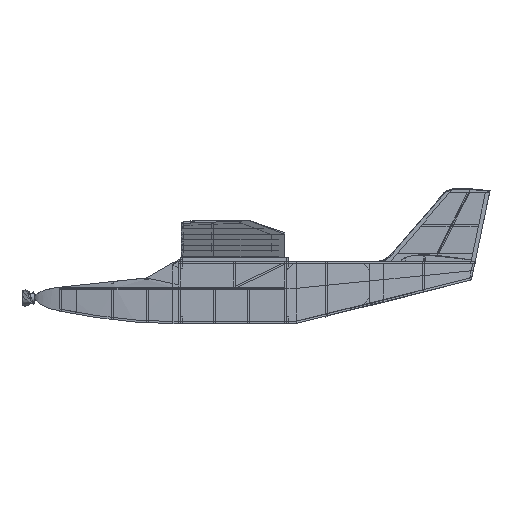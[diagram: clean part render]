
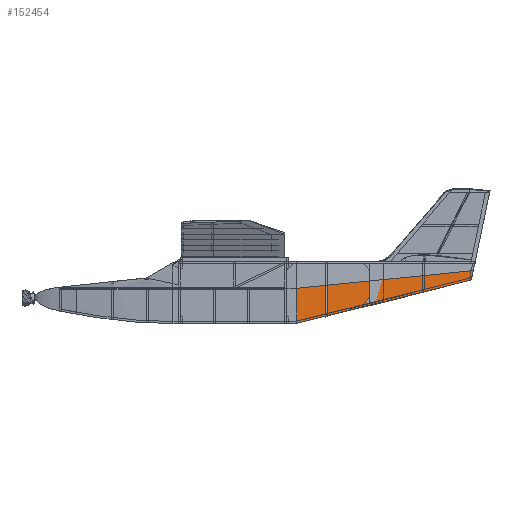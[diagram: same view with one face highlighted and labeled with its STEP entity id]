
A CAD part, front view. The second image highlights one B-rep face of the part: STEP entity #152454.
In plain terms, the highlighted free-form (B-spline) face has degree [1, 1] with [2, 2] control points.
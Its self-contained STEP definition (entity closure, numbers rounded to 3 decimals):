
#152369 = VERTEX_POINT('',#152370);
#152370 = CARTESIAN_POINT('',(-180.969,-25.628,
    -27.369));
#152387 = VERTEX_POINT('',#152388);
#152388 = CARTESIAN_POINT('',(-180.969,-25.628,
    -62.802));
#152402 = EDGE_CURVE('',#152387,#152369,#152403,.T.);
#152403 = B_SPLINE_CURVE_WITH_KNOTS('',1,(#152404,#152405),
  .UNSPECIFIED.,.F.,.F.,(2,2),(54.567,80.2),
  .PIECEWISE_BEZIER_KNOTS.);
#152404 = CARTESIAN_POINT('',(-180.969,-25.628,
    -62.802));
#152405 = CARTESIAN_POINT('',(-180.969,-25.628,
    -27.369));
#152454 = ADVANCED_FACE('',(#152455),#152490,.T.);
#152455 = FACE_BOUND('',#152456,.T.);
#152456 = EDGE_LOOP('',(#152457,#152466,#152467,#152483));
#152457 = ORIENTED_EDGE('',*,*,#152458,.T.);
#152458 = EDGE_CURVE('',#152459,#152369,#152461,.T.);
#152459 = VERTEX_POINT('',#152460);
#152460 = CARTESIAN_POINT('',(-1.967,-2.757,
    -9.403));
#152461 = B_SPLINE_CURVE_WITH_KNOTS('',3,(#152462,#152463,#152464,
    #152465),.UNSPECIFIED.,.F.,.F.,(4,4),(0.,131.195),
  .PIECEWISE_BEZIER_KNOTS.);
#152462 = CARTESIAN_POINT('',(-1.967,-2.757,
    -9.403));
#152463 = CARTESIAN_POINT('',(-61.634,-10.381,
    -15.391));
#152464 = CARTESIAN_POINT('',(-121.302,-18.004,
    -21.38));
#152465 = CARTESIAN_POINT('',(-180.969,-25.628,
    -27.369));
#152466 = ORIENTED_EDGE('',*,*,#152402,.F.);
#152467 = ORIENTED_EDGE('',*,*,#152468,.T.);
#152468 = EDGE_CURVE('',#152387,#152469,#152471,.T.);
#152469 = VERTEX_POINT('',#152470);
#152470 = CARTESIAN_POINT('',(-3.935,-3.009,
    -18.805));
#152471 = B_SPLINE_CURVE_WITH_KNOTS('',3,(#152472,#152473,#152474,
    #152475,#152476,#152477,#152478,#152479,#152480,#152481,#152482),
  .UNSPECIFIED.,.F.,.F.,(4,2,3,2,4),(0.,6.278,12.68,
    72.846,133.013),.UNSPECIFIED.);
#152472 = CARTESIAN_POINT('',(-180.969,-25.628,
    -62.802));
#152473 = CARTESIAN_POINT('',(-178.17,-25.27,
    -62.474));
#152474 = CARTESIAN_POINT('',(-175.15,-24.884,
    -61.985));
#152475 = CARTESIAN_POINT('',(-169.559,-24.17,
    -60.922));
#152476 = CARTESIAN_POINT('',(-166.68,-23.802,
    -60.289));
#152477 = CARTESIAN_POINT('',(-163.895,-23.446,
    -59.58));
#152478 = CARTESIAN_POINT('',(-137.233,-20.04,
    -52.789));
#152479 = CARTESIAN_POINT('',(-110.573,-16.633,
    -45.994));
#152480 = CARTESIAN_POINT('',(-57.253,-9.821,
    -32.401));
#152481 = CARTESIAN_POINT('',(-30.594,-6.415,
    -25.603));
#152482 = CARTESIAN_POINT('',(-3.935,-3.009,
    -18.805));
#152483 = ORIENTED_EDGE('',*,*,#152484,.T.);
#152484 = EDGE_CURVE('',#152469,#152459,#152485,.T.);
#152485 = B_SPLINE_CURVE_WITH_KNOTS('',3,(#152486,#152487,#152488,
    #152489),.UNSPECIFIED.,.F.,.F.,(4,4),(0.,6.952),
  .PIECEWISE_BEZIER_KNOTS.);
#152486 = CARTESIAN_POINT('',(-3.935,-3.009,
    -18.805));
#152487 = CARTESIAN_POINT('',(-3.279,-2.925,
    -15.671));
#152488 = CARTESIAN_POINT('',(-2.623,-2.841,
    -12.537));
#152489 = CARTESIAN_POINT('',(-1.967,-2.757,
    -9.403));
#152490 = B_SPLINE_SURFACE_WITH_KNOTS('',1,1,(
    (#152491,#152492)
    ,(#152493,#152494
    )),.UNSPECIFIED.,.F.,.F.,.F.,(2,2),(2,2),(-130.549,0.),(
    -93.198,-54.567),.PIECEWISE_BEZIER_KNOTS.);
#152491 = CARTESIAN_POINT('',(-1.967,-2.757,
    -9.403));
#152492 = CARTESIAN_POINT('',(-1.967,-2.757,
    -62.802));
#152493 = CARTESIAN_POINT('',(-180.969,-25.628,
    -9.403));
#152494 = CARTESIAN_POINT('',(-180.969,-25.628,
    -62.802));
